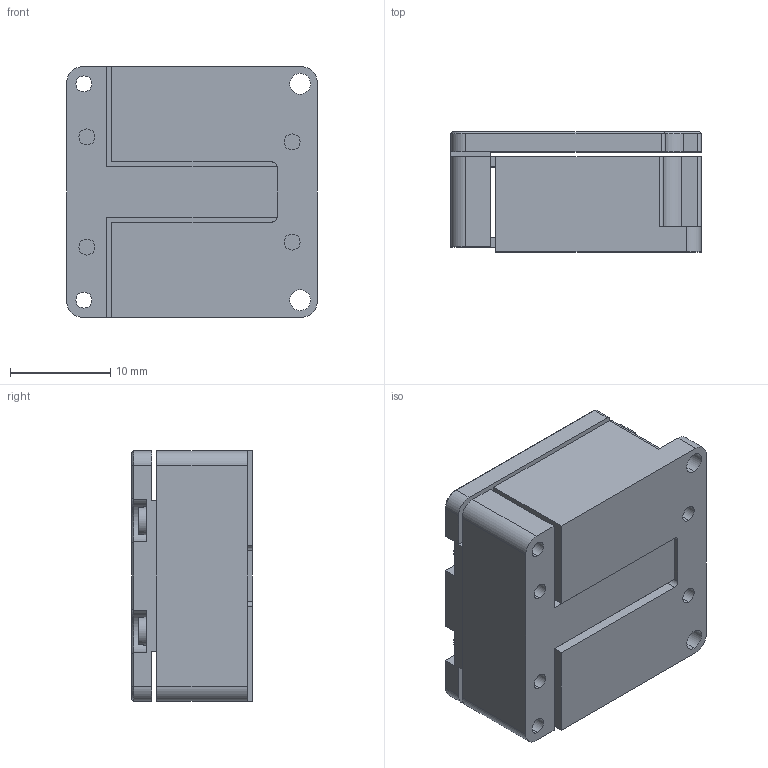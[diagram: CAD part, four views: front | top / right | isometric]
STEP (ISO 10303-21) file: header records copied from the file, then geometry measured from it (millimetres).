
FILE_DESCRIPTION (( 'STEP AP214' ), '1' );
FILE_NAME ('Scanner25-Z_web - EndUser.STEP', '2021-09-17T05:27:43', ( '' ), ( '' ), 'SwSTEP 2.0', 'SolidWorks 2020', '' );
FILE_SCHEMA (( 'AUTOMOTIVE_DESIGN' ));
Length unit declared in the file: millimetre
Products named in the file (5): 葩璃 M2-D2.8T0.8L6^Scanner25-Z_web - EndUser; 葩璃 proposal1_part1^Scanner25-Z_web - EndUser; 葩璃 proposal1_part3^Scanner25-Z_web - EndUser; Scanner25-Z_web - EndUser; 葩璃 proposal1_part2^Scanner25-Z_web - EndUser
Assembly tree (7 placements, depth 2):
  Scanner25-Z_web - EndUser
    葩璃 proposal1_part1^Scanner25-Z_web - EndUser
    葩璃 proposal1_part2^Scanner25-Z_web - EndUser
    葩璃 proposal1_part3^Scanner25-Z_web - EndUser
    葩璃 M2-D2.8T0.8L6^Scanner25-Z_web - EndUser  x4
Bounding box: 25 x 12 x 25 mm (x, y, z)
Volume: 3774.5 mm3; surface area: 5371.5 mm2
Topology: 7 solids, 7 shells, 241 faces, 627 edges, 402 vertices
Faces by surface type: plane 119, cylinder 92, cone 30
Entity records: 7113 total; most frequent: DIRECTION 1185, CARTESIAN_POINT 1127, ORIENTED_EDGE 1110, EDGE_CURVE 555, AXIS2_PLACEMENT_3D 412, LINE 361, VECTOR 361, VERTEX_POINT 354
